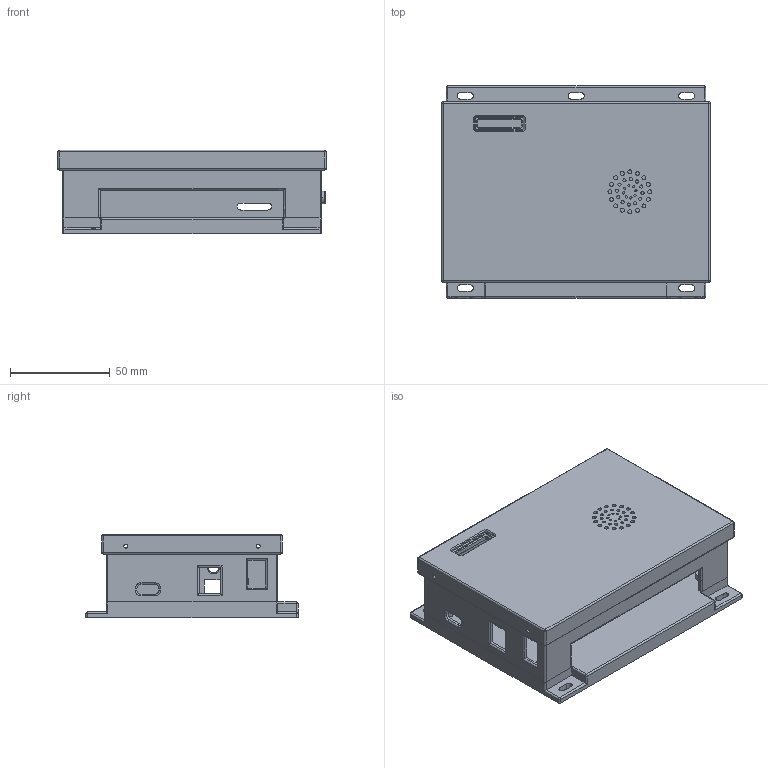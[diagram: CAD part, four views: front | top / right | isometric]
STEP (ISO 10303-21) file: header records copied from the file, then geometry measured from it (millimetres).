
FILE_DESCRIPTION(/* description */ (''),/* implementation_level */ '2;1');
FILE_NAME(/* name */ '3D模型',/* time_stamp */ '2021-05-08T17:24:09+08:00',/* author */ (''),/* organization */ (''),/* preprocessor_version */ 'ST-DEVELOPER v16.5',/* originating_system */ '',/* authorisation */ '');
FILE_SCHEMA (('AUTOMOTIVE_DESIGN'));
Length unit declared in the file: millimetre
Products named in the file (1): Document
Bounding box: 134.6 x 106.4 x 42 mm (x, y, z)
Volume: 104278.1 mm3; surface area: 91291.8 mm2
Topology: 3 solids, 3 shells, 395 faces, 998 edges, 616 vertices
Faces by surface type: bspline 395
Entity records: 25940 total; most frequent: CARTESIAN_POINT 13648, B_SPLINE_CURVE_WITH_KNOTS 2150, ORIENTED_EDGE 1972, PCURVE 1972, DEFINITIONAL_REPRESENTATION 1972, SURFACE_CURVE 986, EDGE_CURVE 986, VERTEX_POINT 608
